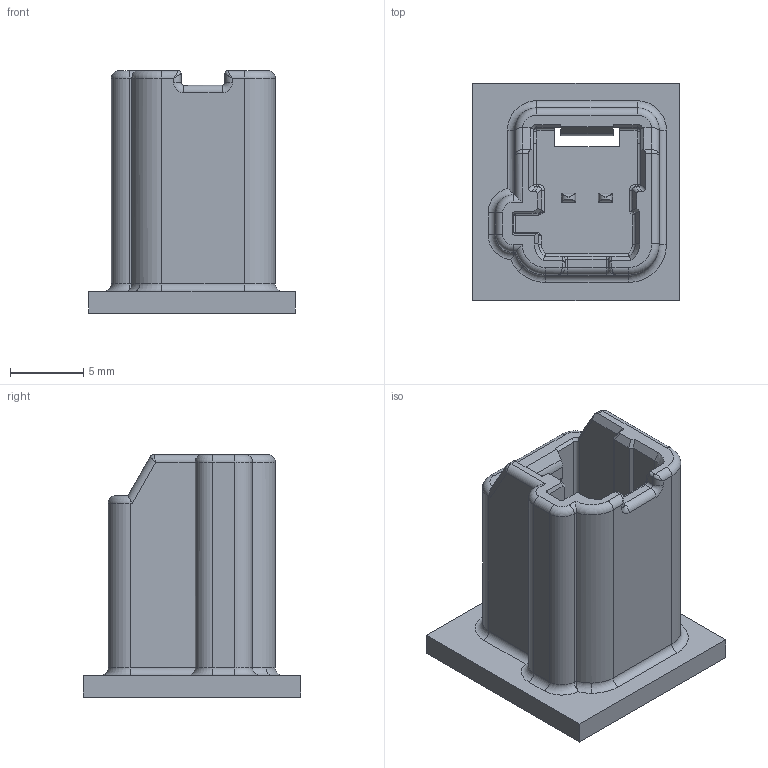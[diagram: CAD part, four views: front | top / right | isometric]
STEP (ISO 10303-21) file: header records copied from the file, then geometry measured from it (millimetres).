
FILE_DESCRIPTION(('CATIA V5 STEP Exchange','CAx-IF Rec.Pracs.--- Model Styling and Organization---1.4--- 2014-01-23'),'2;1');
FILE_NAME('2W INTERFACE KEY B.stp','2023-03-21T12:25:40+00:00',('none'),('none'),'CATIA Version 5-6 Release 2017 SP5 HF58','CATIA V5 STEP AP214','none');
FILE_SCHEMA(('AUTOMOTIVE_DESIGN { 1 0 10303 214 1 1 1 1 }'));
Length unit declared in the file: millimetre
Products named in the file (2): 1.2mm 2WAY MATING CONNECTOR ALL KEYS; KEYWAY B
Assembly tree (1 placements, depth 2):
  1.2mm 2WAY MATING CONNECTOR ALL KEYS
    KEYWAY B
Bounding box: 14.1 x 14.85 x 16.55 mm (x, y, z)
Volume: 1020.1 mm3; surface area: 1632.2 mm2
Topology: 1 solids, 1 shells, 214 faces, 552 edges, 328 vertices
Faces by surface type: cylinder 88, plane 81, torus 24, sphere 8, bspline 7, cone 6
Entity records: 6944 total; most frequent: CARTESIAN_POINT 1955, ORIENTED_EDGE 1076, DIRECTION 814, EDGE_CURVE 538, VERTEX_POINT 328, AXIS2_PLACEMENT_3D 304, VECTOR 302, LINE 302
